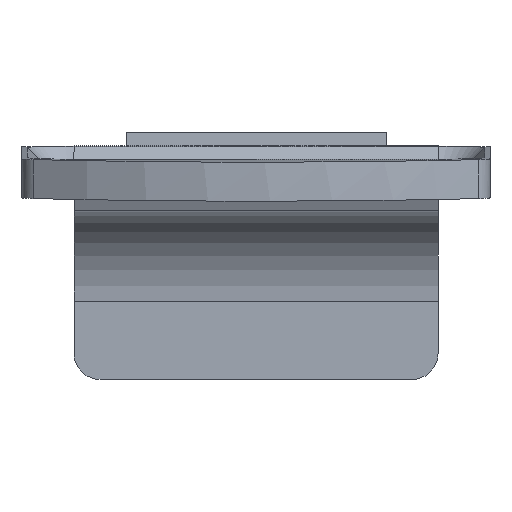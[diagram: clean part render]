
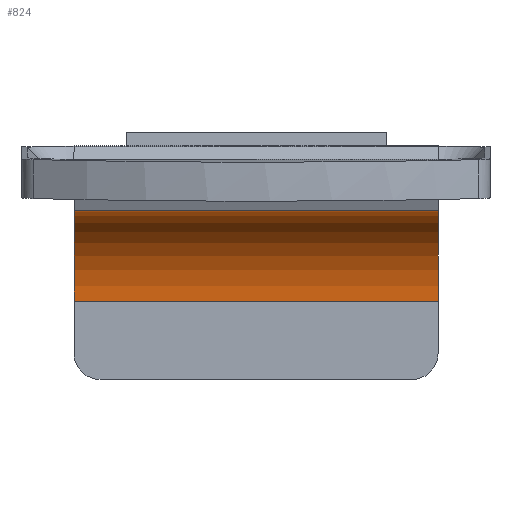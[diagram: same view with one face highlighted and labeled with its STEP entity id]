
A CAD part, left-side view. The second image highlights one B-rep face of the part: STEP entity #824.
In plain terms, the highlighted cylindrical face has radius 3.5 mm (diameter 7 mm), a partial arc.
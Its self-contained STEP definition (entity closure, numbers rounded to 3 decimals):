
#61=CARTESIAN_POINT('POINT8',(98.5,-7.,-5.));
#62=VERTEX_POINT('VERTEX8',#61);
#138=CARTESIAN_POINT('POINT11',(98.5,7.,-5.));
#139=VERTEX_POINT('VERTEX11',#138);
#325=CARTESIAN_POINT('POINT24',(95.,-7.,-1.5));
#326=VERTEX_POINT('VERTEX24',#325);
#333=CARTESIAN_POINT('POS42',(95.,-7.,-5.));
#334=DIRECTION('DIR58',(0.,1.,0.));
#335=DIRECTION('DIR59',(0.,0.,1.));
#336=AXIS2_PLACEMENT_3D('AXIS17',#333,#334,#335);
#337=CIRCLE('ELLIPSE8',#336,3.5);
#338=EDGE_CURVE('EDGE33',#62,#326,#337,.F.);
#351=CARTESIAN_POINT('POS44',(98.5,13.527,-5.)
   );
#352=DIRECTION('DIR62',(0.,-1.,0.));
#353=VECTOR('VEC26',#352,1.);
#354=LINE('STRAIGHT26',#351,#353);
#355=EDGE_CURVE('EDGE34',#139,#62,#354,.T.);
#367=CARTESIAN_POINT('POINT25',(95.,7.,-1.5));
#368=VERTEX_POINT('VERTEX25',#367);
#385=CARTESIAN_POINT('POS48',(95.,7.,-5.));
#386=DIRECTION('DIR68',(0.,1.,0.));
#387=DIRECTION('DIR69',(0.,0.,1.));
#388=AXIS2_PLACEMENT_3D('AXIS21',#385,#386,#387);
#389=CIRCLE('ELLIPSE10',#388,3.5);
#390=EDGE_CURVE('EDGE37',#139,#368,#389,.F.);
#808=ORIENTED_EDGE('COEDGE119',*,*,#355,.T.);
#809=ORIENTED_EDGE('COEDGE120',*,*,#338,.T.);
#810=CARTESIAN_POINT('POS100',(95.,13.527,-1.5)
   );
#811=DIRECTION('DIR146',(0.,-1.,0.));
#812=VECTOR('VEC54',#811,1.);
#813=LINE('STRAIGHT54',#810,#812);
#814=EDGE_CURVE('EDGE74',#368,#326,#813,.T.);
#815=ORIENTED_EDGE('COEDGE121',*,*,#814,.F.);
#816=ORIENTED_EDGE('COEDGE122',*,*,#390,.F.);
#817=EDGE_LOOP('NONE',(#808,#809,#815,#816));
#818=FACE_BOUND('LOOP1',#817,.T.);
#819=CARTESIAN_POINT('POS101',(95.,13.527,-5.)
   );
#820=DIRECTION('DIR147',(0.,-1.,0.));
#821=DIRECTION('DIR148',(0.,0.,1.));
#822=AXIS2_PLACEMENT_3D('AXIS47',#819,#820,#821);
#823=CYLINDRICAL_SURFACE('CONE_SURF10',#822,3.5);
#824=ADVANCED_FACE('FACE27',(#818),#823,.F.);
